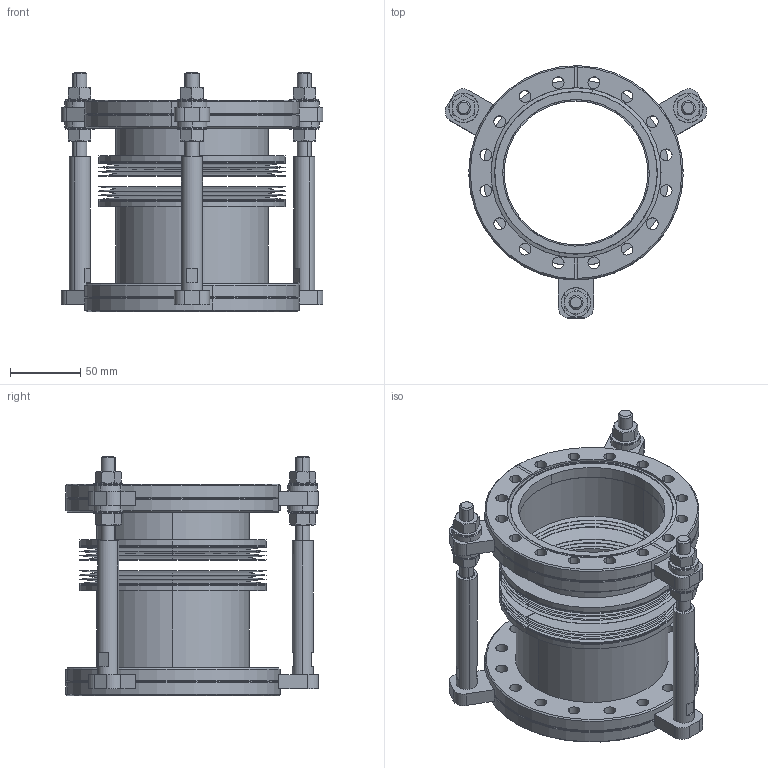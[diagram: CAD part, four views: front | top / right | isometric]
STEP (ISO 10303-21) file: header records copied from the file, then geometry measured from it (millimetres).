
FILE_DESCRIPTION (( 'STEP AP214' ), '1' );
FILE_NAME ('420MPA100.stp', '2019-01-29T13:29:22', ( '' ), ( '' ), 'SwSTEP 2.0', 'SolidWorks 2015', '' );
FILE_SCHEMA (( 'AUTOMOTIVE_DESIGN' ));
Length unit declared in the file: millimetre
Products named in the file (1): 420MPA100
Bounding box: 185.41 x 178.98 x 169.9 mm (x, y, z)
Volume: 553154 mm3; surface area: 358184.2 mm2
Topology: 42 solids, 42 shells, 731 faces, 1622 edges, 968 vertices
Faces by surface type: cylinder 284, cone 234, plane 183, torus 24, bspline 6
Entity records: 29480 total; most frequent: CARTESIAN_POINT 4344, DIRECTION 3732, ORIENTED_EDGE 3220, EDGE_CURVE 1610, AXIS2_PLACEMENT_3D 1548, VERTEX_POINT 968, EDGE_LOOP 872, CIRCLE 822
